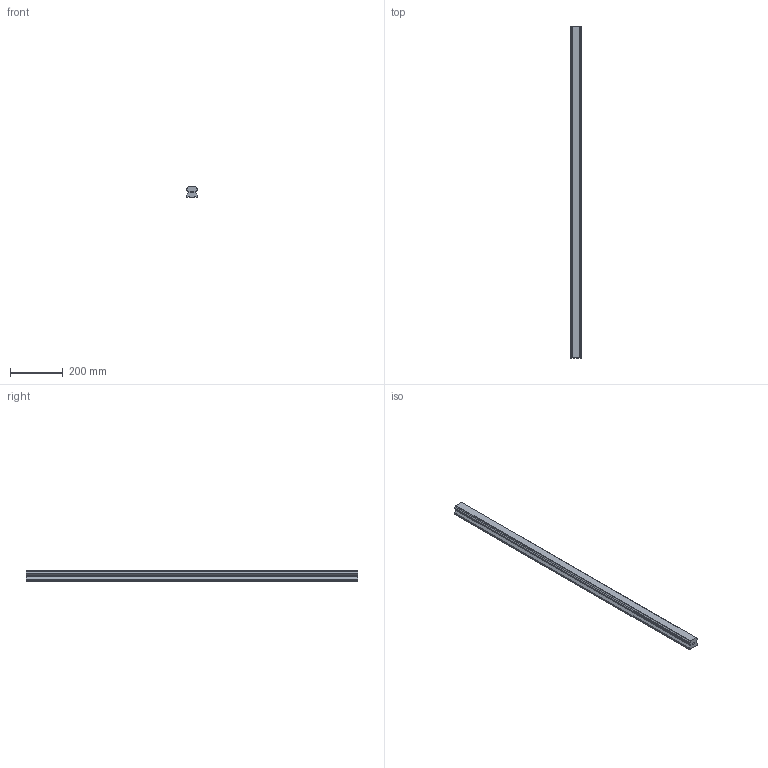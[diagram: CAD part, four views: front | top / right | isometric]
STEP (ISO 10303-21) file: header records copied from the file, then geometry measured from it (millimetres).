
FILE_DESCRIPTION(('STEP AP214'),'1');
FILE_NAME('cctmp_72752D54-8A6D-4D65-8039-D1DAF783A92D_2021_02_01_12_25_13_0492..stp','2021-02-01T11:25:13',('HIWIN GmbH'),('CADClick - www.CADClick.com'),'Spatial InterOp 3D',' ','unknown authorization');
FILE_SCHEMA(('AUTOMOTIVE_DESIGN'));
Length unit declared in the file: millimetre
Products named in the file (1): HGR45T1260C_FILE
Bounding box: 45 x 1260 x 38 mm (x, y, z)
Volume: 1764566.9 mm3; surface area: 229849.1 mm2
Topology: 1 solids, 1 shells, 145 faces, 393 edges, 242 vertices
Faces by surface type: plane 93, cylinder 28, cone 24
Entity records: 5507 total; most frequent: CARTESIAN_POINT 757, ORIENTED_EDGE 738, DIRECTION 717, EDGE_CURVE 369, LINE 313, VECTOR 313, VERTEX_POINT 242, AXIS2_PLACEMENT_3D 202
